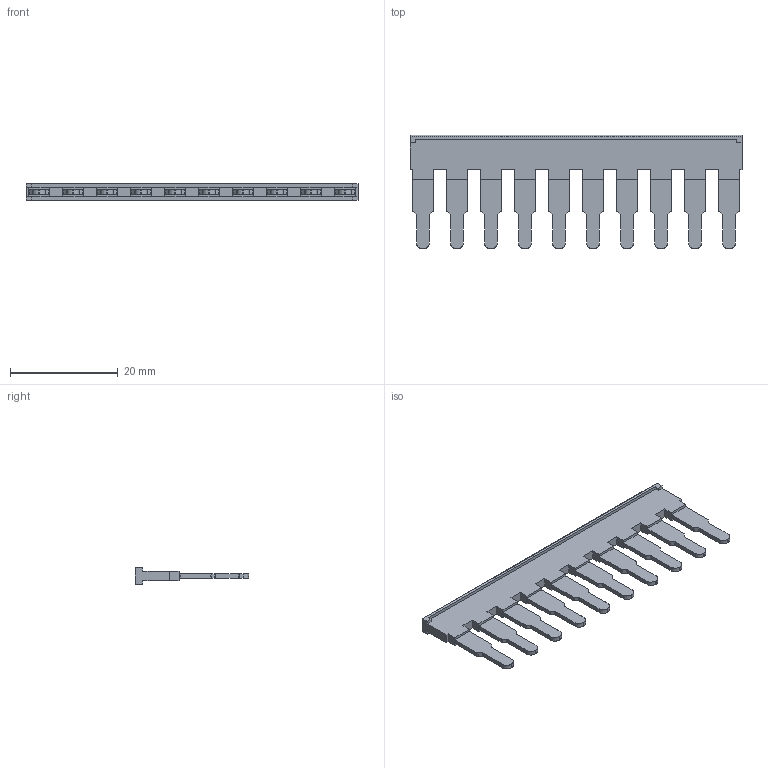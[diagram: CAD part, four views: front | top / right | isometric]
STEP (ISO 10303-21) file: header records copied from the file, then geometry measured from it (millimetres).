
FILE_DESCRIPTION((''),'2;1');
FILE_NAME('ASM0001_ASM','2024-01-17T09:07:00',('klemen.sitar'),('Audax d.o.o.'),'CREO PARAMETRIC BY PTC INC, 2021304','CREO PARAMETRIC BY PTC INC, 2021304','');
FILE_SCHEMA(('AP242_MANAGED_MODEL_BASED_3D_ENGINEERING_MIM_LF { 1 0 10303 442 1 1 4 }'));
Length unit declared in the file: millimetre
Products named in the file (4): EFB0410R-116510; EFB0410R; EFB0410_ASM; ASM0001_ASM
Assembly tree (3 placements, depth 3):
  ASM0001_ASM
    EFB0410_ASM
      EFB0410R-116510
      EFB0410R
Bounding box: 61.5 x 21.01 x 3 mm (x, y, z)
Volume: 1190.6 mm3; surface area: 2400.5 mm2
Topology: 11 solids, 11 shells, 340 faces, 1034 edges, 716 vertices
Faces by surface type: plane 218, cylinder 82, extrusion 40
Entity records: 18130 total; most frequent: CARTESIAN_POINT 2785, ORIENTED_EDGE 2068, DIRECTION 1776, PRESENTATION_STYLE_ASSIGNMENT 1425, STYLED_ITEM 1425, CURVE_STYLE 1074, EDGE_CURVE 1034, VECTOR 830
